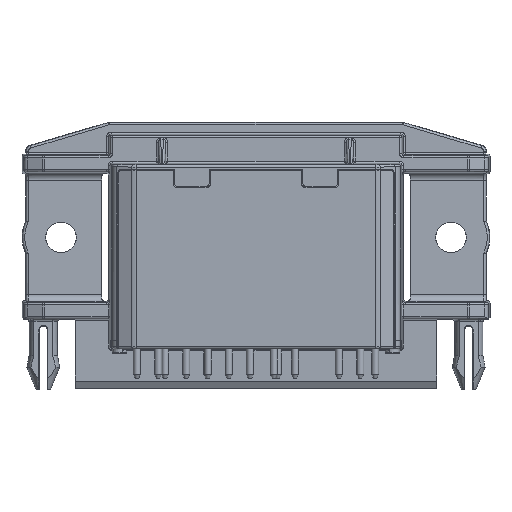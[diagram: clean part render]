
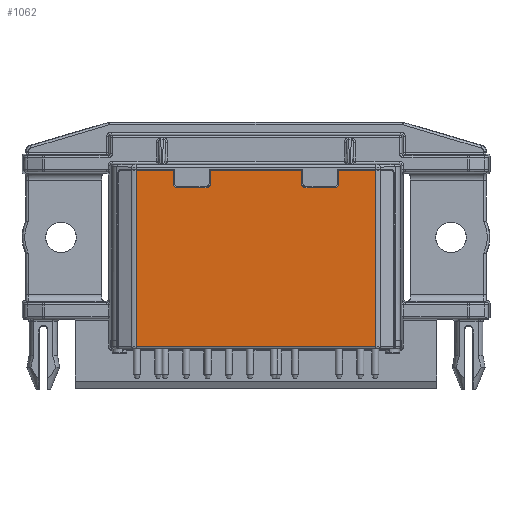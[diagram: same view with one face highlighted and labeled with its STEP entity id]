
A CAD part, top view. The second image highlights one B-rep face of the part: STEP entity #1062.
In plain terms, the highlighted planar face has unit normal (0, -0.026, 1).
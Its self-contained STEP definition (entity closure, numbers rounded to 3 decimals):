
#1062 = ADVANCED_FACE( '', ( #2556 ), #2557, .T. );
#2556 = FACE_OUTER_BOUND( '', #5993, .T. );
#2557 = PLANE( '', #5994 );
#5993 = EDGE_LOOP( '', ( #11808, #11809, #11810, #11811, #11812, #11813, #11814, #11815, #11816, #11817, #11818, #11819, #11820, #11821, #11822, #11823 ) );
#5994 = AXIS2_PLACEMENT_3D( '', #11824, #11825, #11826 );
#11808 = ORIENTED_EDGE( '', *, *, #16667, .T. );
#11809 = ORIENTED_EDGE( '', *, *, #16668, .T. );
#11810 = ORIENTED_EDGE( '', *, *, #16669, .T. );
#11811 = ORIENTED_EDGE( '', *, *, #16670, .T. );
#11812 = ORIENTED_EDGE( '', *, *, #16671, .T. );
#11813 = ORIENTED_EDGE( '', *, *, #16189, .T. );
#11814 = ORIENTED_EDGE( '', *, *, #16672, .T. );
#11815 = ORIENTED_EDGE( '', *, *, #16067, .T. );
#11816 = ORIENTED_EDGE( '', *, *, #16673, .F. );
#11817 = ORIENTED_EDGE( '', *, *, #16674, .F. );
#11818 = ORIENTED_EDGE( '', *, *, #15800, .F. );
#11819 = ORIENTED_EDGE( '', *, *, #16675, .F. );
#11820 = ORIENTED_EDGE( '', *, *, #16676, .F. );
#11821 = ORIENTED_EDGE( '', *, *, #16677, .F. );
#11822 = ORIENTED_EDGE( '', *, *, #16678, .F. );
#11823 = ORIENTED_EDGE( '', *, *, #16679, .T. );
#11824 = CARTESIAN_POINT( '', ( 30.5, -13.7, 20.5 ) );
#11825 = DIRECTION( '', ( 0., -0.026, 1. ) );
#11826 = DIRECTION( '', ( 1., 0., 0. ) );
#15800 = EDGE_CURVE( '', #18054, #18056, #18057, .T. );
#16067 = EDGE_CURVE( '', #18522, #18520, #18523, .T. );
#16189 = EDGE_CURVE( '', #18719, #18717, #18720, .F. );
#16667 = EDGE_CURVE( '', #19462, #19463, #19464, .F. );
#16668 = EDGE_CURVE( '', #19463, #19465, #19466, .T. );
#16669 = EDGE_CURVE( '', #19465, #19467, #19468, .T. );
#16670 = EDGE_CURVE( '', #19467, #19469, #19470, .F. );
#16671 = EDGE_CURVE( '', #19469, #18719, #19471, .T. );
#16672 = EDGE_CURVE( '', #18717, #18522, #19472, .T. );
#16673 = EDGE_CURVE( '', #19473, #18520, #19474, .T. );
#16674 = EDGE_CURVE( '', #18056, #19473, #19475, .F. );
#16675 = EDGE_CURVE( '', #19476, #18054, #19477, .F. );
#16676 = EDGE_CURVE( '', #19478, #19476, #19479, .T. );
#16677 = EDGE_CURVE( '', #19480, #19478, #19481, .T. );
#16678 = EDGE_CURVE( '', #19482, #19480, #19483, .F. );
#16679 = EDGE_CURVE( '', #19482, #19462, #19484, .F. );
#18054 = VERTEX_POINT( '', #21577 );
#18056 = VERTEX_POINT( '', #21580 );
#18057 = LINE( '', #21581, #21582 );
#18520 = VERTEX_POINT( '', #22409 );
#18522 = VERTEX_POINT( '', #22412 );
#18523 = LINE( '', #22413, #22414 );
#18717 = VERTEX_POINT( '', #22796 );
#18719 = VERTEX_POINT( '', #22799 );
#18720 = ELLIPSE( '', #22800, 0.6, 0.6 );
#19462 = VERTEX_POINT( '', #24470 );
#19463 = VERTEX_POINT( '', #24471 );
#19464 = LINE( '', #24472, #24473 );
#19465 = VERTEX_POINT( '', #24474 );
#19466 = LINE( '', #24475, #24476 );
#19467 = VERTEX_POINT( '', #24477 );
#19468 = LINE( '', #24478, #24479 );
#19469 = VERTEX_POINT( '', #24480 );
#19470 = ELLIPSE( '', #24481, 0.6, 0.6 );
#19471 = LINE( '', #24482, #24483 );
#19472 = LINE( '', #24484, #24485 );
#19473 = VERTEX_POINT( '', #24486 );
#19474 = LINE( '', #24487, #24488 );
#19475 = ELLIPSE( '', #24489, 0.6, 0.6 );
#19476 = VERTEX_POINT( '', #24490 );
#19477 = ELLIPSE( '', #24491, 0.6, 0.6 );
#19478 = VERTEX_POINT( '', #24492 );
#19479 = LINE( '', #24493, #24494 );
#19480 = VERTEX_POINT( '', #24495 );
#19481 = LINE( '', #24496, #24497 );
#19482 = VERTEX_POINT( '', #24498 );
#19483 = LINE( '', #24499, #24500 );
#19484 = LINE( '', #24501, #24502 );
#21577 = CARTESIAN_POINT( '', ( -1.3, 9., 21.094 ) );
#21580 = CARTESIAN_POINT( '', ( 2.7, 9., 21.094 ) );
#21581 = CARTESIAN_POINT( '', ( -11., 9., 21.094 ) );
#21582 = VECTOR( '', #27507, 1000. );
#22409 = CARTESIAN_POINT( '', ( 3.3, 11.5, 21.16 ) );
#22412 = CARTESIAN_POINT( '', ( 16.2, 11.5, 21.16 ) );
#22413 = CARTESIAN_POINT( '', ( 30.5, 11.5, 21.16 ) );
#22414 = VECTOR( '', #27832, 1000. );
#22796 = CARTESIAN_POINT( '', ( 16.2, 9.6, 21.11 ) );
#22799 = CARTESIAN_POINT( '', ( 16.8, 9., 21.094 ) );
#22800 = AXIS2_PLACEMENT_3D( '', #27959, #27960, #27961 );
#24470 = CARTESIAN_POINT( '', ( 26.661, -13.408, 20.508 ) );
#24471 = CARTESIAN_POINT( '', ( 26.661, 11.5, 21.16 ) );
#24472 = CARTESIAN_POINT( '', ( 26.661, -13.7, 20.5 ) );
#24473 = VECTOR( '', #28515, 1000. );
#24474 = CARTESIAN_POINT( '', ( 21.4, 11.5, 21.16 ) );
#24475 = CARTESIAN_POINT( '', ( 30.5, 11.5, 21.16 ) );
#24476 = VECTOR( '', #28516, 1000. );
#24477 = CARTESIAN_POINT( '', ( 21.4, 9.6, 21.11 ) );
#24478 = CARTESIAN_POINT( '', ( 21.4, -13.7, 20.5 ) );
#24479 = VECTOR( '', #28517, 1000. );
#24480 = CARTESIAN_POINT( '', ( 20.8, 9., 21.094 ) );
#24481 = AXIS2_PLACEMENT_3D( '', #28518, #28519, #28520 );
#24482 = CARTESIAN_POINT( '', ( 30.5, 9., 21.094 ) );
#24483 = VECTOR( '', #28521, 1000. );
#24484 = CARTESIAN_POINT( '', ( 16.2, -13.7, 20.5 ) );
#24485 = VECTOR( '', #28522, 1000. );
#24486 = CARTESIAN_POINT( '', ( 3.3, 9.6, 21.11 ) );
#24487 = CARTESIAN_POINT( '', ( 3.3, -13.7, 20.5 ) );
#24488 = VECTOR( '', #28523, 1000. );
#24489 = AXIS2_PLACEMENT_3D( '', #28524, #28525, #28526 );
#24490 = CARTESIAN_POINT( '', ( -1.9, 9.6, 21.11 ) );
#24491 = AXIS2_PLACEMENT_3D( '', #28527, #28528, #28529 );
#24492 = CARTESIAN_POINT( '', ( -1.9, 11.5, 21.16 ) );
#24493 = CARTESIAN_POINT( '', ( -1.9, -13.7, 20.5 ) );
#24494 = VECTOR( '', #28530, 1000. );
#24495 = CARTESIAN_POINT( '', ( -7.161, 11.5, 21.16 ) );
#24496 = CARTESIAN_POINT( '', ( -11., 11.5, 21.16 ) );
#24497 = VECTOR( '', #28531, 1000. );
#24498 = CARTESIAN_POINT( '', ( -7.161, -13.408, 20.508 ) );
#24499 = CARTESIAN_POINT( '', ( -7.161, -13.7, 20.5 ) );
#24500 = VECTOR( '', #28532, 1000. );
#24501 = CARTESIAN_POINT( '', ( 30.5, -13.408, 20.508 ) );
#24502 = VECTOR( '', #28533, 1000. );
#27507 = DIRECTION( '', ( 1., 0., 0. ) );
#27832 = DIRECTION( '', ( -1., 0., 0. ) );
#27959 = CARTESIAN_POINT( '', ( 16.8, 9.6, 21.11 ) );
#27960 = DIRECTION( '', ( 0., -0.026, 1. ) );
#27961 = DIRECTION( '', ( 0., 1., 0.026 ) );
#28515 = DIRECTION( '', ( 0., -1., -0.026 ) );
#28516 = DIRECTION( '', ( -1., 0., 0. ) );
#28517 = DIRECTION( '', ( 0., -1., -0.026 ) );
#28518 = CARTESIAN_POINT( '', ( 20.8, 9.6, 21.11 ) );
#28519 = DIRECTION( '', ( 0., -0.026, 1. ) );
#28520 = DIRECTION( '', ( 0., 1., 0.026 ) );
#28521 = DIRECTION( '', ( -1., 0., 0. ) );
#28522 = DIRECTION( '', ( 0., 1., 0.026 ) );
#28523 = DIRECTION( '', ( 0., 1., 0.026 ) );
#28524 = CARTESIAN_POINT( '', ( 2.7, 9.6, 21.11 ) );
#28525 = DIRECTION( '', ( 0., 0.026, -1. ) );
#28526 = DIRECTION( '', ( 0., 1., 0.026 ) );
#28527 = CARTESIAN_POINT( '', ( -1.3, 9.6, 21.11 ) );
#28528 = DIRECTION( '', ( 0., 0.026, -1. ) );
#28529 = DIRECTION( '', ( 0., 1., 0.026 ) );
#28530 = DIRECTION( '', ( 0., -1., -0.026 ) );
#28531 = DIRECTION( '', ( 1., 0., 0. ) );
#28532 = DIRECTION( '', ( 0., -1., -0.026 ) );
#28533 = DIRECTION( '', ( -1., 0., 0. ) );
